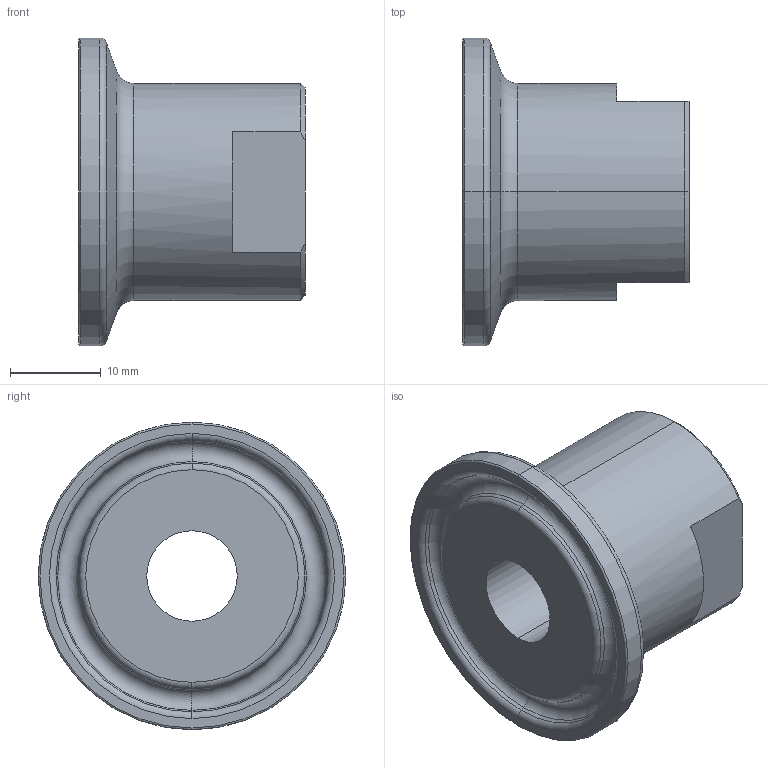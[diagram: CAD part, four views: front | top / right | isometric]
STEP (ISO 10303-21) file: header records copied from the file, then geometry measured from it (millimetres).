
FILE_DESCRIPTION (( 'STEP AP214' ), '1' );
FILE_NAME ('AF.D10.025.STEP', '2020-03-26T16:14:45', ( '' ), ( '' ), 'SwSTEP 2.0', 'SolidWorks 2019', '' );
FILE_SCHEMA (( 'AUTOMOTIVE_DESIGN' ));
Length unit declared in the file: millimetre
Products named in the file (1): AF.D10.025
Bounding box: 25 x 34 x 34 mm (x, y, z)
Volume: 9949.6 mm3; surface area: 4574.8 mm2
Topology: 1 solids, 1 shells, 42 faces, 90 edges, 53 vertices
Faces by surface type: torus 12, cone 11, cylinder 10, plane 9
Entity records: 1187 total; most frequent: DIRECTION 231, CARTESIAN_POINT 198, ORIENTED_EDGE 180, AXIS2_PLACEMENT_3D 102, EDGE_CURVE 90, CIRCLE 59, VERTEX_POINT 53, EDGE_LOOP 47
